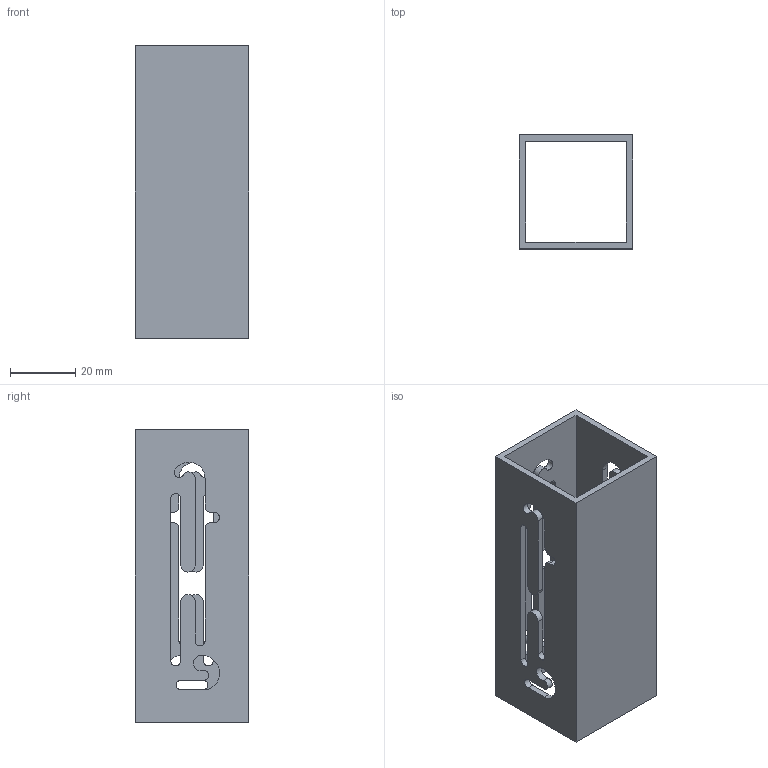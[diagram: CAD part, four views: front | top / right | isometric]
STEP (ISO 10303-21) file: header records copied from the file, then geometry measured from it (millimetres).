
FILE_DESCRIPTION(('CATIA V5 STEP Exchange'),'2;1');
FILE_NAME('Pierre 1.stp','2019-04-12T06:35:56+00:00',('none'),('none'),'CATIA Version 5 Release 20 GA (IN-10)','CATIA V5 STEP AP203','none');
FILE_SCHEMA(('CONFIG_CONTROL_DESIGN'));
Length unit declared in the file: millimetre
Products named in the file (1): Pierre 1
Bounding box: 35 x 35 x 90 mm (x, y, z)
Volume: 20973.8 mm3; surface area: 23198.3 mm2
Topology: 1 solids, 1 shells, 91 faces, 267 edges, 178 vertices
Faces by surface type: cylinder 48, plane 43
Entity records: 2950 total; most frequent: ORIENTED_EDGE 534, CARTESIAN_POINT 521, DIRECTION 417, EDGE_CURVE 267, VERTEX_POINT 178, AXIS2_PLACEMENT_3D 172, VECTOR 171, LINE 171
